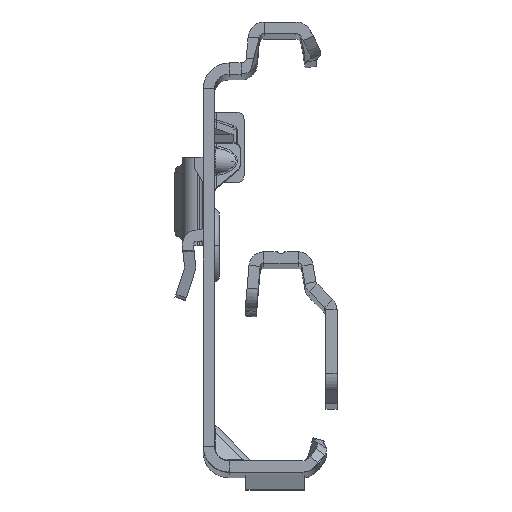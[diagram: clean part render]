
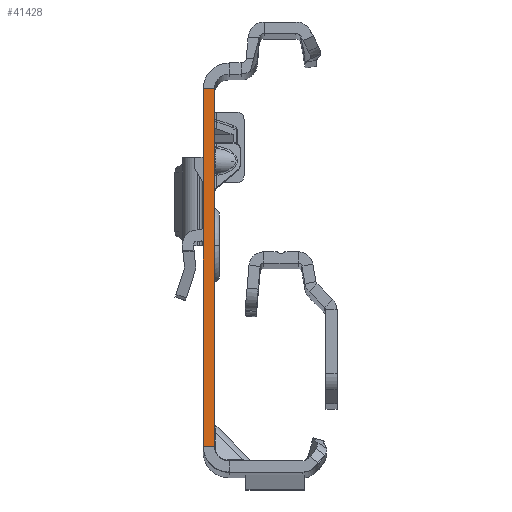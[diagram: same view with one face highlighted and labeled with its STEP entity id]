
A CAD part, top view. The second image highlights one B-rep face of the part: STEP entity #41428.
In plain terms, the highlighted planar face has unit normal (0, 0, 1).
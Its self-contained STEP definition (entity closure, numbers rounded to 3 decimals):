
#48 = CARTESIAN_POINT ( 'NONE',  ( -1.5, 22.135, 0. ) ) ;
#1744 = ORIENTED_EDGE ( 'NONE', *, *, #6848, .F. ) ;
#2306 = LINE ( 'NONE', #36397, #48688 ) ;
#3540 = PLANE ( 'NONE',  #48020 ) ;
#6221 = LINE ( 'NONE', #40335, #29376 ) ;
#6848 = EDGE_CURVE ( 'NONE', #48341, #46091, #8514, .T. ) ;
#8028 = VECTOR ( 'NONE', #9068, 1000. ) ;
#8461 = EDGE_CURVE ( 'NONE', #48341, #33897, #2306, .T. ) ;
#8514 = LINE ( 'NONE', #17173, #8028 ) ;
#8582 = EDGE_LOOP ( 'NONE', ( #1744, #19687, #42274, #28890 ) ) ;
#9068 = DIRECTION ( 'NONE',  ( 0., -1., 0. ) ) ;
#9595 = CARTESIAN_POINT ( 'NONE',  ( -1.5, -25.865, 0. ) ) ;
#15800 = CARTESIAN_POINT ( 'NONE',  ( -1.5, -27.865, 0. ) ) ;
#17173 = CARTESIAN_POINT ( 'NONE',  ( 0., -27.865, 0. ) ) ;
#19039 = DIRECTION ( 'NONE',  ( 0., -1., 0. ) ) ;
#19687 = ORIENTED_EDGE ( 'NONE', *, *, #8461, .T. ) ;
#20272 = FACE_OUTER_BOUND ( 'NONE', #8582, .T. ) ;
#26156 = VERTEX_POINT ( 'NONE', #9595 ) ;
#28325 = CARTESIAN_POINT ( 'NONE',  ( 0., 22.135, 0. ) ) ;
#28890 = ORIENTED_EDGE ( 'NONE', *, *, #49266, .F. ) ;
#29376 = VECTOR ( 'NONE', #19039, 1000. ) ;
#32778 = DIRECTION ( 'NONE',  ( -1., 0., 0. ) ) ;
#32903 = DIRECTION ( 'NONE',  ( 1., 0., 0. ) ) ;
#33897 = VERTEX_POINT ( 'NONE', #48 ) ;
#36397 = CARTESIAN_POINT ( 'NONE',  ( 0., 22.135, 0. ) ) ;
#37910 = DIRECTION ( 'NONE',  ( 0., 0., 1. ) ) ;
#40335 = CARTESIAN_POINT ( 'NONE',  ( -1.5, -27.865, 0. ) ) ;
#41428 = ADVANCED_FACE ( 'NONE', ( #20272 ), #3540, .T. ) ;
#41463 = CARTESIAN_POINT ( 'NONE',  ( 0., -25.865, 0. ) ) ;
#41732 = LINE ( 'NONE', #41463, #43705 ) ;
#42274 = ORIENTED_EDGE ( 'NONE', *, *, #42738, .T. ) ;
#42738 = EDGE_CURVE ( 'NONE', #33897, #26156, #6221, .T. ) ;
#42947 = CARTESIAN_POINT ( 'NONE',  ( 0., -25.865, 0. ) ) ;
#43705 = VECTOR ( 'NONE', #32778, 1000. ) ;
#46091 = VERTEX_POINT ( 'NONE', #42947 ) ;
#48020 = AXIS2_PLACEMENT_3D ( 'NONE', #15800, #37910, #32903 ) ;
#48341 = VERTEX_POINT ( 'NONE', #28325 ) ;
#48688 = VECTOR ( 'NONE', #53755, 1000. ) ;
#49266 = EDGE_CURVE ( 'NONE', #46091, #26156, #41732, .T. ) ;
#53755 = DIRECTION ( 'NONE',  ( -1., 0., 0. ) ) ;
